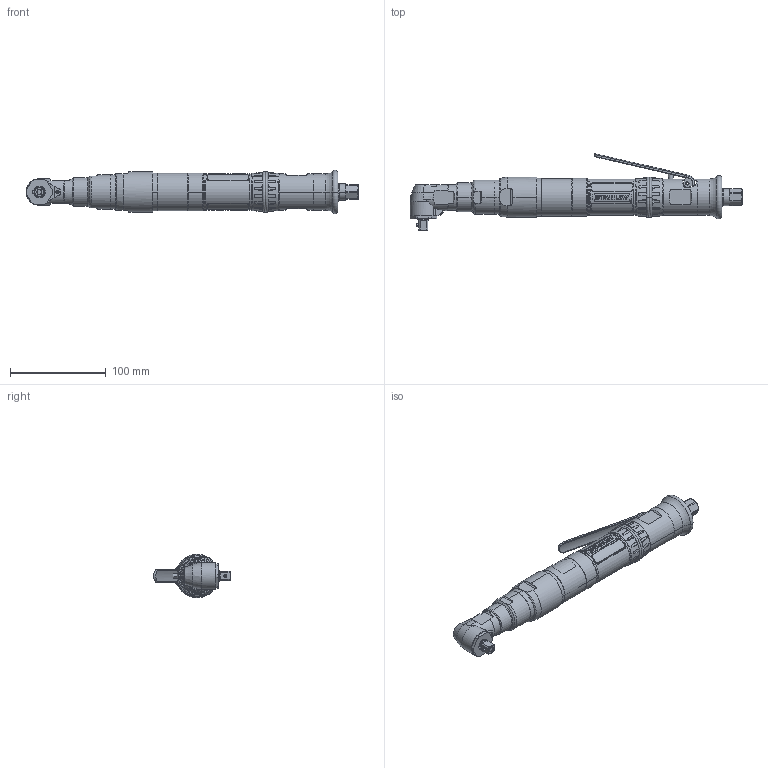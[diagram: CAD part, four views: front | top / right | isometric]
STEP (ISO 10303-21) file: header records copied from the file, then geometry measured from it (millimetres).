
FILE_DESCRIPTION((''),'2;1');
FILE_NAME('AA23LA14-18','2010-09-07T',('EJF1116'),(''),'PRO/ENGINEER BY PARAMETRIC TECHNOLOGY CORPORATION, 2005030','PRO/ENGINEER BY PARAMETRIC TECHNOLOGY CORPORATION, 2005030','');
FILE_SCHEMA(('CONFIG_CONTROL_DESIGN'));
Length unit declared in the file: inch
Products named in the file (1): AA23LA14-18
Bounding box: 347.61 x 80.27 x 45.42 mm (x, y, z)
Surface area: 85016.9 mm2 (no closed solid volume)
Topology: 0 solids, 78 shells, 709 faces, 2923 edges, 2253 vertices
Faces by surface type: cylinder 294, plane 203, cone 83, bspline 78, torus 45, extrusion 4, sphere 2
Entity records: 63448 total; most frequent: CARTESIAN_POINT 41442, ORIENTED_EDGE 4229, DIRECTION 4120, EDGE_CURVE 2919, VERTEX_POINT 2253, AXIS2_PLACEMENT_3D 1597, B_SPLINE_CURVE_WITH_KNOTS 1031, CIRCLE 970
